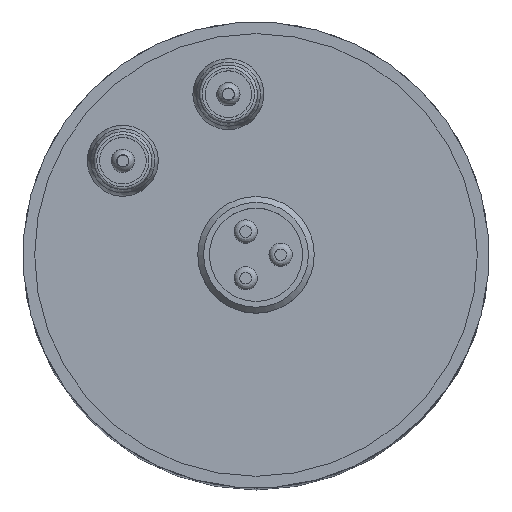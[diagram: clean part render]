
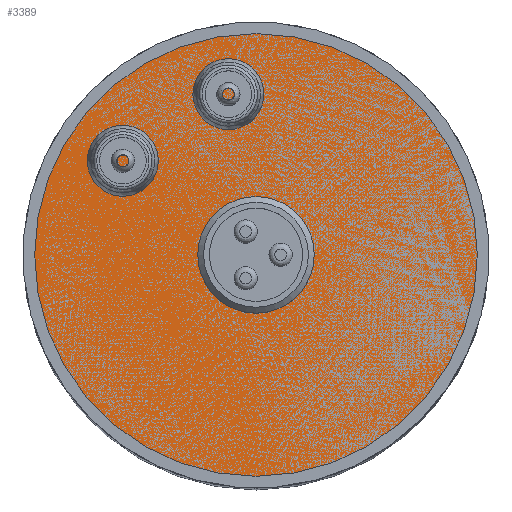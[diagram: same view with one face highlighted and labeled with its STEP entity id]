
A CAD part, top view. The second image highlights one B-rep face of the part: STEP entity #3389.
In plain terms, the highlighted planar face has unit normal (0, 0, 1).
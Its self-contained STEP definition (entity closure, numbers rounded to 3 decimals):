
#3338=CARTESIAN_POINT('',(39.0,0.,20.0));
#3339=VERTEX_POINT('',#3338);
#3340=CARTESIAN_POINT('',(1.0,0.0,20.0));
#3341=DIRECTION('',(0.0,0.0,-1.0));
#3342=DIRECTION('',(-1.0,0.0,0.0));
#3343=AXIS2_PLACEMENT_3D('',#3340,#3341,#3342);
#3344=CIRCLE('',#3343,38.0);
#3345=EDGE_CURVE('',#3339,#3339,#3344,.T.);
#3381=CARTESIAN_POINT('',(1.0,0.0,20.0));
#3382=DIRECTION('',(0.0,0.0,-1.0));
#3383=DIRECTION('',(-1.0,0.0,0.0));
#3384=AXIS2_PLACEMENT_3D('',#3381,#3382,#3383);
#3385=PLANE('',#3384);
#3386=ORIENTED_EDGE('',*,*,#3345,.F.);
#3387=EDGE_LOOP('',(#3386));
#3388=FACE_OUTER_BOUND('',#3387,.T.);
#3389=ADVANCED_FACE('',(#3388),#3385,.F.);
